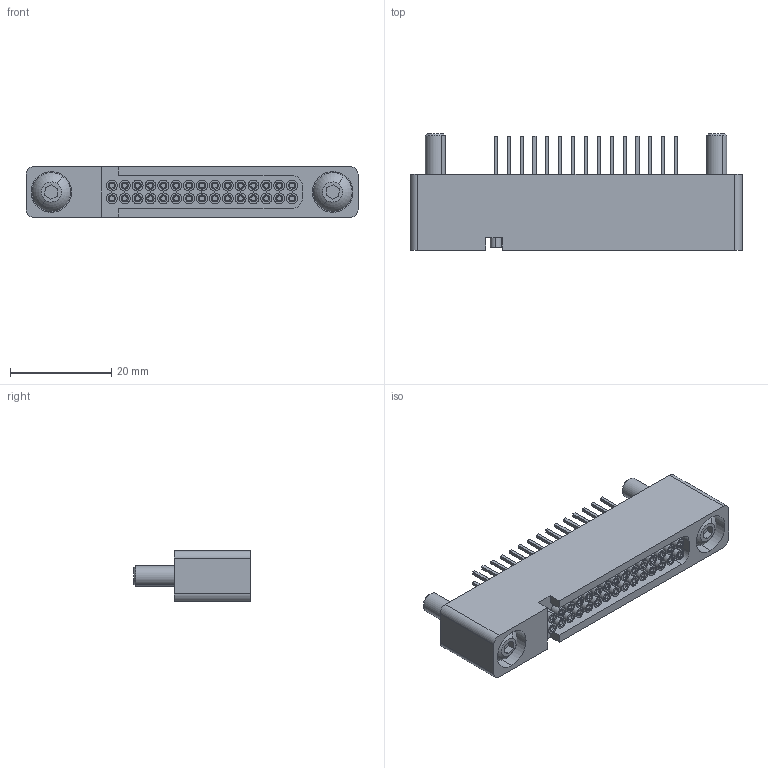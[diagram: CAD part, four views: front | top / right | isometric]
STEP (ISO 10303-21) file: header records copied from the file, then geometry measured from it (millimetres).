
FILE_DESCRIPTION (( 'STEP AP214' ), '1' );
FILE_NAME ('48741~0.STEP', '2017-04-24T09:18:47', ( '' ), ( '' ), 'SwSTEP 2.0', 'SolidWorks 2016', '' );
FILE_SCHEMA (( 'AUTOMOTIVE_DESIGN' ));
Length unit declared in the file: millimetre
Products named in the file (4): 48741~0; KT-254W3E02_ada~0; 48735~2_S; ISO7380~n_M04,0x020
Assembly tree (33 placements, depth 2):
  48741~0
    48735~2_S
    KT-254W3E02_ada~0  x30
    ISO7380~n_M04,0x020  x2
Bounding box: 65.5 x 23 x 10 mm (x, y, z)
Volume: 8707.7 mm3; surface area: 10393.9 mm2
Topology: 33 solids, 33 shells, 649 faces, 1388 edges, 901 vertices
Faces by surface type: plane 311, cylinder 268, cone 66, torus 4
Entity records: 4860 total; most frequent: DIRECTION 898, CARTESIAN_POINT 775, ORIENTED_EDGE 724, AXIS2_PLACEMENT_3D 362, EDGE_CURVE 362, VERTEX_POINT 239, EDGE_LOOP 211, CIRCLE 188
